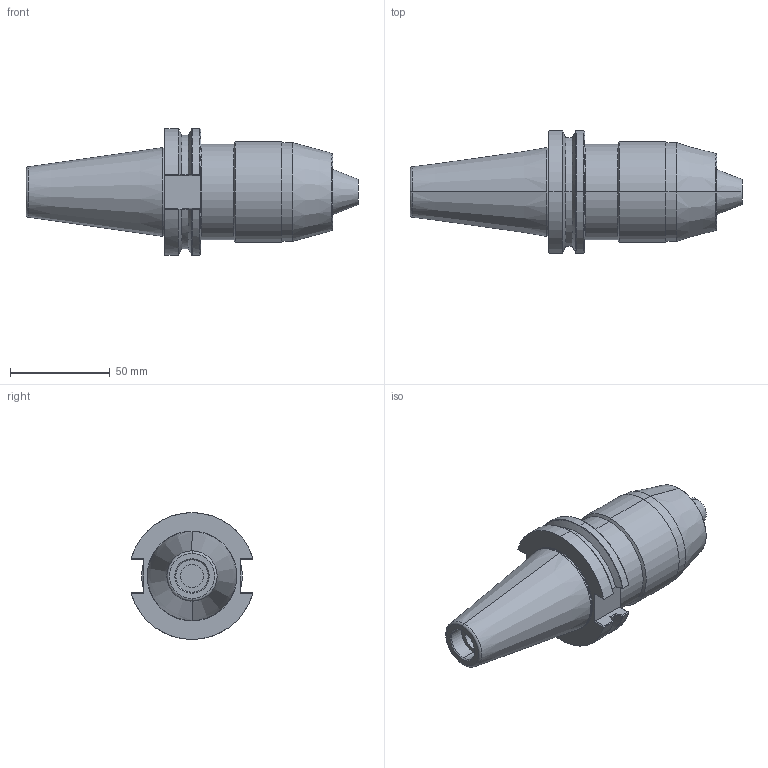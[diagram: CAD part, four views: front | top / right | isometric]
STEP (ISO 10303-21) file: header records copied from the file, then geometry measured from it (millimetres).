
FILE_DESCRIPTION (( 'STEP AP203' ), '1' );
FILE_NAME ('CAT40-APU13D.STEP', '2019-02-16T22:40:14', ( '' ), ( '' ), 'SwSTEP 2.0', 'SolidWorks 2017', '' );
FILE_SCHEMA (( 'CONFIG_CONTROL_DESIGN' ));
Length unit declared in the file: inch
Products named in the file (1): CAT40-APU13D
Bounding box: 166.37 x 61.13 x 63.5 mm (x, y, z)
Volume: 229196.7 mm3; surface area: 32824.8 mm2
Topology: 1 solids, 1 shells, 106 faces, 265 edges, 169 vertices
Faces by surface type: plane 38, cylinder 27, cone 21, torus 12, bspline 8
Entity records: 3443 total; most frequent: CARTESIAN_POINT 913, ORIENTED_EDGE 530, DIRECTION 486, EDGE_CURVE 265, AXIS2_PLACEMENT_3D 190, VERTEX_POINT 169, EDGE_LOOP 114, VECTOR 106
